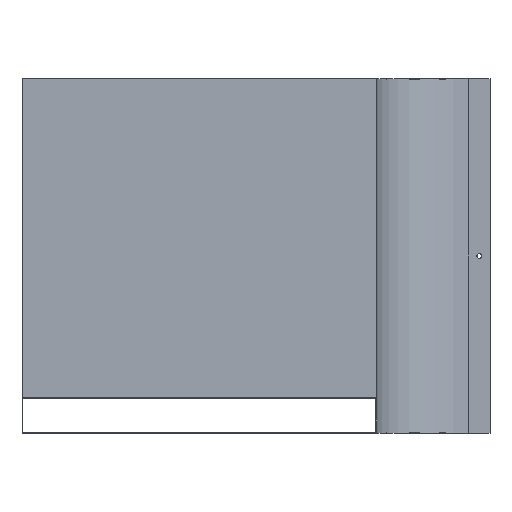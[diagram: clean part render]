
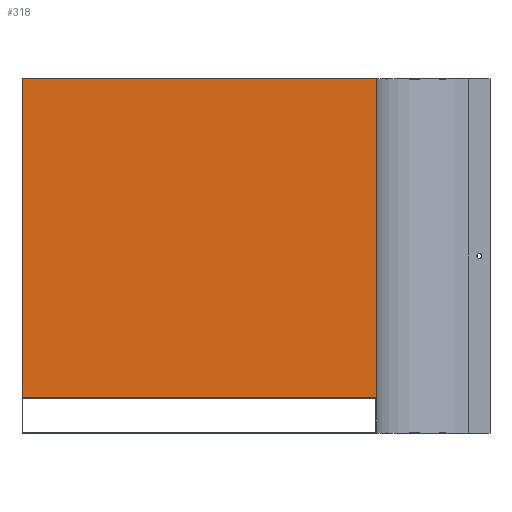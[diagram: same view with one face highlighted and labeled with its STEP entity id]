
A CAD part, front view. The second image highlights one B-rep face of the part: STEP entity #318.
In plain terms, the highlighted planar face has unit normal (0, -1, 0).
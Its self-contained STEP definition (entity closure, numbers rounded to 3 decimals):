
#132 = EDGE_LOOP ( 'NONE', ( #234, #600, #597, #233 ) ) ;
#159 = VERTEX_POINT ( 'NONE', #582 ) ;
#193 = VERTEX_POINT ( 'NONE', #515 ) ;
#195 = VERTEX_POINT ( 'NONE', #510 ) ;
#214 = VERTEX_POINT ( 'NONE', #517 ) ;
#233 = ORIENTED_EDGE ( 'NONE', *, *, #557, .T. ) ;
#234 = ORIENTED_EDGE ( 'NONE', *, *, #1221, .T. ) ;
#318 = ADVANCED_FACE ( 'NONE', ( #667 ), #1393, .T. ) ;
#356 = LINE ( 'NONE', #1340, #358 ) ;
#358 = VECTOR ( 'NONE', #1349, 1000. ) ;
#363 = LINE ( 'NONE', #910, #370 ) ;
#370 = VECTOR ( 'NONE', #884, 1000. ) ;
#381 = LINE ( 'NONE', #914, #383 ) ;
#383 = VECTOR ( 'NONE', #906, 1000. ) ;
#490 = LINE ( 'NONE', #1334, #493 ) ;
#493 = VECTOR ( 'NONE', #1335, 1000. ) ;
#510 = CARTESIAN_POINT ( 'NONE',  ( 500., -1., 1. ) ) ;
#515 = CARTESIAN_POINT ( 'NONE',  ( 500., -1., -449. ) ) ;
#517 = CARTESIAN_POINT ( 'NONE',  ( 0., -1., 1. ) ) ;
#557 = EDGE_CURVE ( 'NONE', #195, #214, #356, .T. ) ;
#563 = EDGE_CURVE ( 'NONE', #193, #195, #363, .T. ) ;
#571 = EDGE_CURVE ( 'NONE', #159, #193, #381, .T. ) ;
#582 = CARTESIAN_POINT ( 'NONE',  ( 0., -1., -449. ) ) ;
#597 = ORIENTED_EDGE ( 'NONE', *, *, #563, .T. ) ;
#600 = ORIENTED_EDGE ( 'NONE', *, *, #571, .T. ) ;
#667 = FACE_OUTER_BOUND ( 'NONE', #132, .T. ) ;
#884 = DIRECTION ( 'NONE',  ( 0., 0., 1. ) ) ;
#906 = DIRECTION ( 'NONE',  ( 1., 0., 0. ) ) ;
#910 = CARTESIAN_POINT ( 'NONE',  ( 500., -1., 1. ) ) ;
#914 = CARTESIAN_POINT ( 'NONE',  ( 0., -1., -449. ) ) ;
#996 = AXIS2_PLACEMENT_3D ( 'NONE', #1390, #1389, #1388 ) ;
#1221 = EDGE_CURVE ( 'NONE', #214, #159, #490, .T. ) ;
#1334 = CARTESIAN_POINT ( 'NONE',  ( 0., -1., 1. ) ) ;
#1335 = DIRECTION ( 'NONE',  ( 0., 0., -1. ) ) ;
#1340 = CARTESIAN_POINT ( 'NONE',  ( 0., -1., 1. ) ) ;
#1349 = DIRECTION ( 'NONE',  ( -1., 0., 0. ) ) ;
#1388 = DIRECTION ( 'NONE',  ( 0., 0., -1. ) ) ;
#1389 = DIRECTION ( 'NONE',  ( 0., -1., 0. ) ) ;
#1390 = CARTESIAN_POINT ( 'NONE',  ( 0., -1., 0. ) ) ;
#1393 = PLANE ( 'NONE',  #996 ) ;
